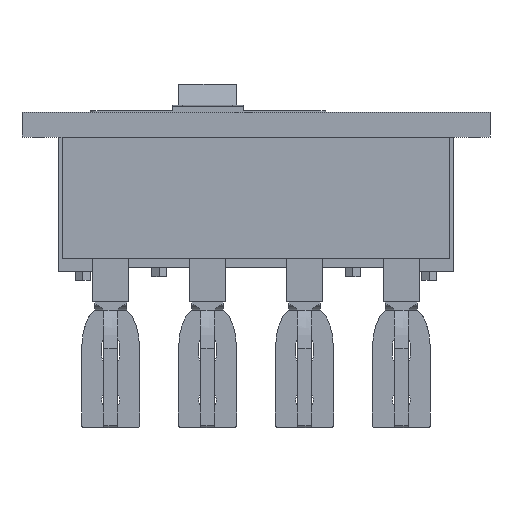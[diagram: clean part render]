
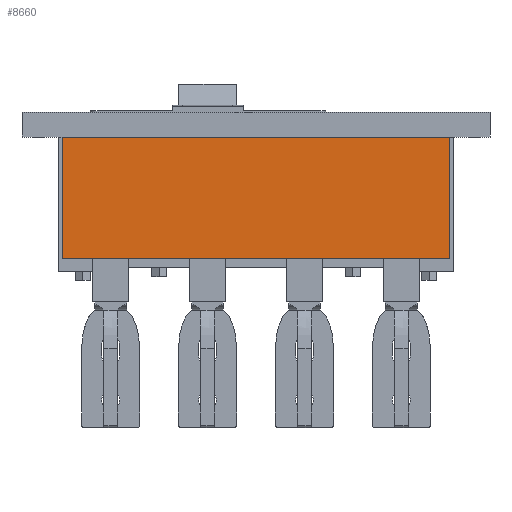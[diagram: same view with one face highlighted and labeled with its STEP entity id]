
A CAD part, front view. The second image highlights one B-rep face of the part: STEP entity #8660.
In plain terms, the highlighted planar face has unit normal (0, -1, 0).
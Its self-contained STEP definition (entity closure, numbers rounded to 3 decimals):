
#1490=CARTESIAN_POINT('',(369.482,495.,0.));
#1500=DIRECTION('',(-1.,0.,0.));
#1510=VECTOR('',#1500,1.);
#1520=LINE('',#1490,#1510);
#1530=CARTESIAN_POINT('',(340.482,495.,0.));
#1540=VERTEX_POINT('',#1530);
#1550=CARTESIAN_POINT('',(60.482,495.,0.));
#1560=VERTEX_POINT('',#1550);
#1570=EDGE_CURVE('',#1540,#1560,#1520,.T.);
#2960=CARTESIAN_POINT('',(60.482,495.,-97.));
#2970=DIRECTION('',(0.,0.,-1.));
#2980=VECTOR('',#2970,1.);
#2990=LINE('',#2960,#2980);
#3000=CARTESIAN_POINT('',(60.482,495.,-88.));
#3010=VERTEX_POINT('',#3000);
#3020=EDGE_CURVE('',#1560,#3010,#2990,.T.);
#3730=CARTESIAN_POINT('',(314.832,495.,-88.));
#3740=DIRECTION('',(1.,0.,0.));
#3750=VECTOR('',#3740,1.);
#3760=LINE('',#3730,#3750);
#3770=CARTESIAN_POINT('',(340.482,495.,-88.));
#3780=VERTEX_POINT('',#3770);
#3790=EDGE_CURVE('',#3010,#3780,#3760,.T.);
#7890=CARTESIAN_POINT('',(340.482,495.,-97.));
#7900=DIRECTION('',(0.,0.,1.));
#7910=VECTOR('',#7900,1.);
#7920=LINE('',#7890,#7910);
#7930=EDGE_CURVE('',#3780,#1540,#7920,.T.);
#8550=CARTESIAN_POINT('',(0.,495.,962.973));
#8560=DIRECTION('',(-0.,1.,0.));
#8570=DIRECTION('',(1.,0.,0.));
#8580=AXIS2_PLACEMENT_3D('',#8550,#8560,#8570);
#8590=PLANE('',#8580);
#8600=ORIENTED_EDGE('',*,*,#3020,.T.);
#8610=ORIENTED_EDGE('',*,*,#1570,.T.);
#8620=ORIENTED_EDGE('',*,*,#7930,.T.);
#8630=ORIENTED_EDGE('',*,*,#3790,.T.);
#8640=EDGE_LOOP('',(#8630,#8620,#8610,#8600));
#8650=FACE_OUTER_BOUND('',#8640,.T.);
#8660=ADVANCED_FACE('',(#8650),#8590,.F.);
